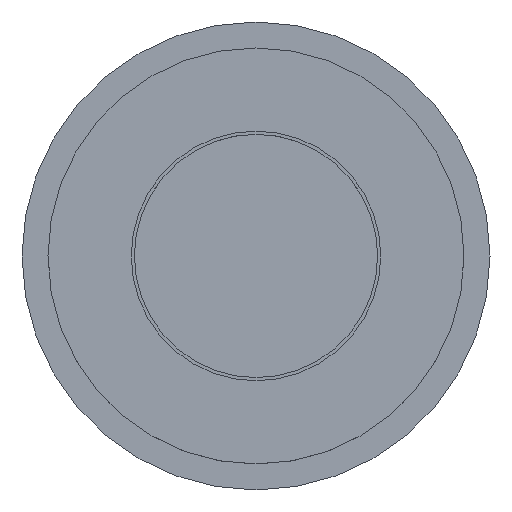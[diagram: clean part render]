
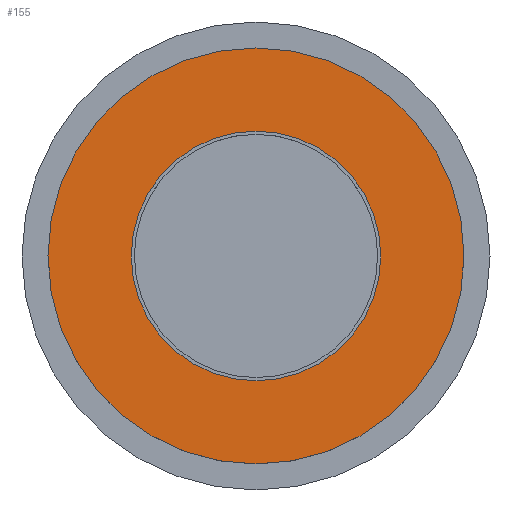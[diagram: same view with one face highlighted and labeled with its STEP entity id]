
A CAD part, top view. The second image highlights one B-rep face of the part: STEP entity #155.
In plain terms, the highlighted planar face has unit normal (0, 0, 1).
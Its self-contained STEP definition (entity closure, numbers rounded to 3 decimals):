
#155=ADVANCED_FACE('',(#285,#286),#287,.T.);
#285=FACE_OUTER_BOUND('',#413,.T.);
#286=FACE_BOUND('',#414,.T.);
#287=PLANE('',#415);
#413=EDGE_LOOP('',(#515,#516));
#414=EDGE_LOOP('',(#517,#518));
#415=AXIS2_PLACEMENT_3D('',#519,#520,#521);
#515=ORIENTED_EDGE('',*,*,#708,.T.);
#516=ORIENTED_EDGE('',*,*,#715,.T.);
#517=ORIENTED_EDGE('',*,*,#716,.F.);
#518=ORIENTED_EDGE('',*,*,#713,.F.);
#519=CARTESIAN_POINT('',(0.,0.,0.29));
#520=DIRECTION('',(0.0,0.0,1.0));
#521=DIRECTION('',(1.0,0.0,0.0));
#708=EDGE_CURVE('',#786,#790,#792,.T.);
#713=EDGE_CURVE('',#799,#795,#801,.T.);
#715=EDGE_CURVE('',#790,#786,#803,.T.);
#716=EDGE_CURVE('',#795,#799,#804,.T.);
#786=VERTEX_POINT('',#900);
#790=VERTEX_POINT('',#905);
#792=CIRCLE('',#908,2.);
#795=VERTEX_POINT('',#911);
#799=VERTEX_POINT('',#916);
#801=CIRCLE('',#919,1.2);
#803=CIRCLE('',#921,2.);
#804=CIRCLE('',#922,1.2);
#900=CARTESIAN_POINT('',(-2.0,0.0,0.29));
#905=CARTESIAN_POINT('',(2.,0.,0.29));
#908=AXIS2_PLACEMENT_3D('',#1033,#1034,#1035);
#911=CARTESIAN_POINT('',(-1.2,0.0,0.29));
#916=CARTESIAN_POINT('',(1.2,0.,0.29));
#919=AXIS2_PLACEMENT_3D('',#1041,#1042,#1043);
#921=AXIS2_PLACEMENT_3D('',#1044,#1045,#1046);
#922=AXIS2_PLACEMENT_3D('',#1047,#1048,#1049);
#1033=CARTESIAN_POINT('',(0.,0.,0.29));
#1034=DIRECTION('',(0.0,0.0,1.0));
#1035=DIRECTION('',(-1.,0.,0.0));
#1041=CARTESIAN_POINT('',(0.,0.,0.29));
#1042=DIRECTION('',(0.0,0.0,1.0));
#1043=DIRECTION('',(-1.0,0.,0.0));
#1044=CARTESIAN_POINT('',(0.,0.,0.29));
#1045=DIRECTION('',(0.0,0.0,1.0));
#1046=DIRECTION('',(-1.,0.,0.0));
#1047=CARTESIAN_POINT('',(0.,0.,0.29));
#1048=DIRECTION('',(0.0,0.0,1.0));
#1049=DIRECTION('',(-1.0,0.,0.0));
